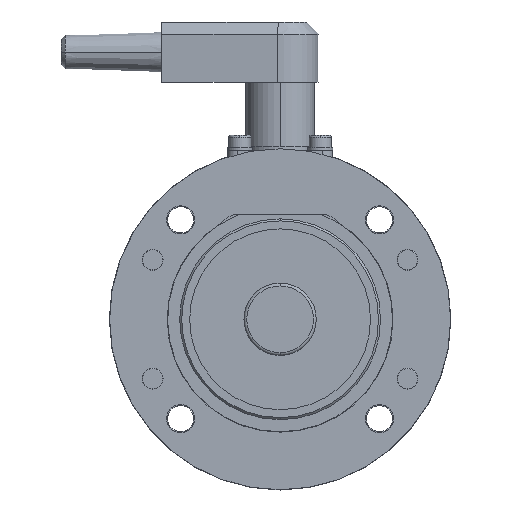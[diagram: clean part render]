
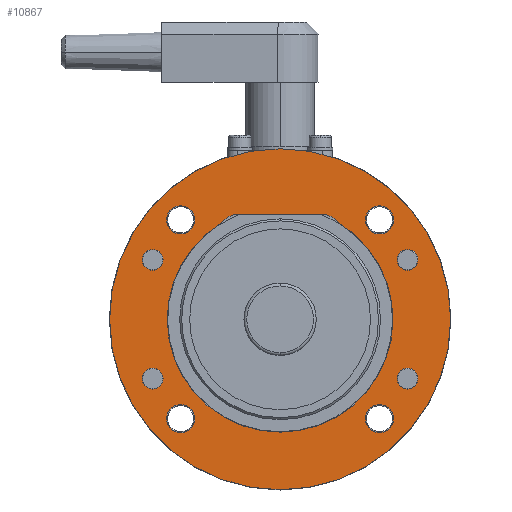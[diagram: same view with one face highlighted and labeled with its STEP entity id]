
A CAD part, left-side view. The second image highlights one B-rep face of the part: STEP entity #10867.
In plain terms, the highlighted face is planar.
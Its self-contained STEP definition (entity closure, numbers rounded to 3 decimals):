
#10121=CARTESIAN_POINT('',(0.0,6.975,47.45));
#10122=VERTEX_POINT('',#10121);
#10138=CARTESIAN_POINT('',(0.,6.975,-37.45));
#10139=VERTEX_POINT('',#10138);
#10146=CARTESIAN_POINT('',(0.0,6.975,5.0));
#10147=DIRECTION('',(0.0,-1.0,0.0));
#10148=DIRECTION('',(0.0,0.0,1.0));
#10149=AXIS2_PLACEMENT_3D('',#10146,#10147,#10148);
#10150=CIRCLE('',#10149,42.45);
#10151=EDGE_CURVE('',#10139,#10122,#10150,.T.);
#10163=CARTESIAN_POINT('',(24.749,6.975,26.249));
#10164=VERTEX_POINT('',#10163);
#10180=CARTESIAN_POINT('',(24.749,6.975,33.249));
#10181=VERTEX_POINT('',#10180);
#10188=CARTESIAN_POINT('',(24.749,6.975,29.749));
#10189=DIRECTION('',(0.0,-1.0,0.0));
#10190=DIRECTION('',(0.0,0.0,-1.0));
#10191=AXIS2_PLACEMENT_3D('',#10188,#10189,#10190);
#10192=CIRCLE('',#10191,3.5);
#10193=EDGE_CURVE('',#10164,#10181,#10192,.T.);
#10205=CARTESIAN_POINT('',(-21.249,6.975,29.749));
#10206=VERTEX_POINT('',#10205);
#10222=CARTESIAN_POINT('',(-28.249,6.975,29.749));
#10223=VERTEX_POINT('',#10222);
#10230=CARTESIAN_POINT('',(-24.749,6.975,29.749));
#10231=DIRECTION('',(0.0,-1.0,0.0));
#10232=DIRECTION('',(1.0,0.0,0.0));
#10233=AXIS2_PLACEMENT_3D('',#10230,#10231,#10232);
#10234=CIRCLE('',#10233,3.5);
#10235=EDGE_CURVE('',#10206,#10223,#10234,.T.);
#10247=CARTESIAN_POINT('',(-24.749,6.975,-16.249));
#10248=VERTEX_POINT('',#10247);
#10264=CARTESIAN_POINT('',(-24.749,6.975,-23.249));
#10265=VERTEX_POINT('',#10264);
#10272=CARTESIAN_POINT('',(-24.749,6.975,-19.749));
#10273=DIRECTION('',(0.0,-1.0,0.0));
#10274=DIRECTION('',(0.0,0.0,1.0));
#10275=AXIS2_PLACEMENT_3D('',#10272,#10273,#10274);
#10276=CIRCLE('',#10275,3.5);
#10277=EDGE_CURVE('',#10248,#10265,#10276,.T.);
#10289=CARTESIAN_POINT('',(21.249,6.975,-19.749));
#10290=VERTEX_POINT('',#10289);
#10306=CARTESIAN_POINT('',(28.249,6.975,-19.749));
#10307=VERTEX_POINT('',#10306);
#10314=CARTESIAN_POINT('',(24.749,6.975,-19.749));
#10315=DIRECTION('',(0.0,-1.0,0.0));
#10316=DIRECTION('',(-1.0,0.0,0.0));
#10317=AXIS2_PLACEMENT_3D('',#10314,#10315,#10316);
#10318=CIRCLE('',#10317,3.5);
#10319=EDGE_CURVE('',#10290,#10307,#10318,.T.);
#10331=CARTESIAN_POINT('',(-31.721,6.975,17.215));
#10332=VERTEX_POINT('',#10331);
#10348=CARTESIAN_POINT('',(-31.721,6.975,22.368));
#10349=VERTEX_POINT('',#10348);
#10356=CARTESIAN_POINT('',(-31.721,6.975,19.792));
#10357=DIRECTION('',(0.0,-1.0,0.0));
#10358=DIRECTION('',(0.0,0.0,-1.0));
#10359=AXIS2_PLACEMENT_3D('',#10356,#10357,#10358);
#10360=CIRCLE('',#10359,2.577);
#10361=EDGE_CURVE('',#10332,#10349,#10360,.T.);
#10373=CARTESIAN_POINT('',(31.719,6.975,17.215));
#10374=VERTEX_POINT('',#10373);
#10390=CARTESIAN_POINT('',(31.719,6.975,22.368));
#10391=VERTEX_POINT('',#10390);
#10398=CARTESIAN_POINT('',(31.719,6.975,19.792));
#10399=DIRECTION('',(0.0,-1.0,0.0));
#10400=DIRECTION('',(0.0,0.0,-1.0));
#10401=AXIS2_PLACEMENT_3D('',#10398,#10399,#10400);
#10402=CIRCLE('',#10401,2.577);
#10403=EDGE_CURVE('',#10374,#10391,#10402,.T.);
#10415=CARTESIAN_POINT('',(-31.721,6.975,-12.365));
#10416=VERTEX_POINT('',#10415);
#10432=CARTESIAN_POINT('',(-31.721,6.975,-7.212));
#10433=VERTEX_POINT('',#10432);
#10440=CARTESIAN_POINT('',(-31.721,6.975,-9.788));
#10441=DIRECTION('',(0.0,-1.0,0.0));
#10442=DIRECTION('',(0.0,0.0,-1.0));
#10443=AXIS2_PLACEMENT_3D('',#10440,#10441,#10442);
#10444=CIRCLE('',#10443,2.577);
#10445=EDGE_CURVE('',#10416,#10433,#10444,.T.);
#10457=CARTESIAN_POINT('',(31.719,6.975,-12.365));
#10458=VERTEX_POINT('',#10457);
#10474=CARTESIAN_POINT('',(31.719,6.975,-7.212));
#10475=VERTEX_POINT('',#10474);
#10482=CARTESIAN_POINT('',(31.719,6.975,-9.788));
#10483=DIRECTION('',(0.0,-1.0,0.0));
#10484=DIRECTION('',(0.0,0.0,-1.0));
#10485=AXIS2_PLACEMENT_3D('',#10482,#10483,#10484);
#10486=CIRCLE('',#10485,2.577);
#10487=EDGE_CURVE('',#10458,#10475,#10486,.T.);
#10498=CARTESIAN_POINT('',(31.719,6.975,-9.788));
#10499=DIRECTION('',(0.0,-1.0,0.0));
#10500=DIRECTION('',(0.0,0.0,-1.0));
#10501=AXIS2_PLACEMENT_3D('',#10498,#10499,#10500);
#10502=CIRCLE('',#10501,2.577);
#10503=EDGE_CURVE('',#10475,#10458,#10502,.T.);
#10522=CARTESIAN_POINT('',(-31.721,6.975,-9.788));
#10523=DIRECTION('',(0.0,-1.0,0.0));
#10524=DIRECTION('',(0.0,0.0,-1.0));
#10525=AXIS2_PLACEMENT_3D('',#10522,#10523,#10524);
#10526=CIRCLE('',#10525,2.577);
#10527=EDGE_CURVE('',#10433,#10416,#10526,.T.);
#10546=CARTESIAN_POINT('',(31.719,6.975,19.792));
#10547=DIRECTION('',(0.0,-1.0,0.0));
#10548=DIRECTION('',(0.0,0.0,-1.0));
#10549=AXIS2_PLACEMENT_3D('',#10546,#10547,#10548);
#10550=CIRCLE('',#10549,2.577);
#10551=EDGE_CURVE('',#10391,#10374,#10550,.T.);
#10570=CARTESIAN_POINT('',(-31.721,6.975,19.792));
#10571=DIRECTION('',(0.0,-1.0,0.0));
#10572=DIRECTION('',(0.0,0.0,-1.0));
#10573=AXIS2_PLACEMENT_3D('',#10570,#10571,#10572);
#10574=CIRCLE('',#10573,2.577);
#10575=EDGE_CURVE('',#10349,#10332,#10574,.T.);
#10593=CARTESIAN_POINT('',(10.5,6.975,31.1));
#10594=VERTEX_POINT('',#10593);
#10595=CARTESIAN_POINT('',(-10.5,6.975,31.1));
#10596=VERTEX_POINT('',#10595);
#10597=CARTESIAN_POINT('',(10.5,6.975,31.1));
#10598=DIRECTION('',(-1.0,0.0,0.0));
#10599=VECTOR('',#10598,21.0);
#10600=LINE('',#10597,#10599);
#10601=EDGE_CURVE('',#10594,#10596,#10600,.T.);
#10633=CARTESIAN_POINT('',(-14.54,6.975,29.046));
#10634=VERTEX_POINT('',#10633);
#10635=CARTESIAN_POINT('',(-10.5,6.975,26.1));
#10636=DIRECTION('',(0.0,-1.0,0.0));
#10637=DIRECTION('',(1.0,0.0,0.0));
#10638=AXIS2_PLACEMENT_3D('',#10635,#10636,#10637);
#10639=CIRCLE('',#10638,5.0);
#10640=EDGE_CURVE('',#10596,#10634,#10639,.T.);
#10666=CARTESIAN_POINT('',(14.54,6.975,29.046));
#10667=VERTEX_POINT('',#10666);
#10668=CARTESIAN_POINT('',(0.0,6.975,5.0));
#10669=DIRECTION('',(0.0,-1.0,0.0));
#10670=DIRECTION('',(1.0,0.0,0.0));
#10671=AXIS2_PLACEMENT_3D('',#10668,#10669,#10670);
#10672=CIRCLE('',#10671,28.1);
#10673=EDGE_CURVE('',#10634,#10667,#10672,.T.);
#10699=CARTESIAN_POINT('',(10.5,6.975,26.1));
#10700=DIRECTION('',(0.0,-1.0,0.0));
#10701=DIRECTION('',(1.0,0.0,0.0));
#10702=AXIS2_PLACEMENT_3D('',#10699,#10700,#10701);
#10703=CIRCLE('',#10702,5.0);
#10704=EDGE_CURVE('',#10667,#10594,#10703,.T.);
#10724=CARTESIAN_POINT('',(24.749,6.975,-19.749));
#10725=DIRECTION('',(0.0,-1.0,0.0));
#10726=DIRECTION('',(-1.0,0.0,0.0));
#10727=AXIS2_PLACEMENT_3D('',#10724,#10725,#10726);
#10728=CIRCLE('',#10727,3.5);
#10729=EDGE_CURVE('',#10307,#10290,#10728,.T.);
#10748=CARTESIAN_POINT('',(-24.749,6.975,-19.749));
#10749=DIRECTION('',(0.0,-1.0,0.0));
#10750=DIRECTION('',(0.0,0.0,1.0));
#10751=AXIS2_PLACEMENT_3D('',#10748,#10749,#10750);
#10752=CIRCLE('',#10751,3.5);
#10753=EDGE_CURVE('',#10265,#10248,#10752,.T.);
#10772=CARTESIAN_POINT('',(-24.749,6.975,29.749));
#10773=DIRECTION('',(0.0,-1.0,0.0));
#10774=DIRECTION('',(1.0,0.0,0.0));
#10775=AXIS2_PLACEMENT_3D('',#10772,#10773,#10774);
#10776=CIRCLE('',#10775,3.5);
#10777=EDGE_CURVE('',#10223,#10206,#10776,.T.);
#10796=CARTESIAN_POINT('',(24.749,6.975,29.749));
#10797=DIRECTION('',(0.0,-1.0,0.0));
#10798=DIRECTION('',(0.0,0.0,-1.0));
#10799=AXIS2_PLACEMENT_3D('',#10796,#10797,#10798);
#10800=CIRCLE('',#10799,3.5);
#10801=EDGE_CURVE('',#10181,#10164,#10800,.T.);
#10814=CARTESIAN_POINT('',(0.0,6.975,38.725));
#10815=DIRECTION('',(0.0,1.0,0.0));
#10816=DIRECTION('',(0.0,0.0,1.0));
#10817=AXIS2_PLACEMENT_3D('',#10814,#10815,#10816);
#10818=PLANE('',#10817);
#10819=CARTESIAN_POINT('',(0.0,6.975,5.0));
#10820=DIRECTION('',(0.0,-1.0,0.0));
#10821=DIRECTION('',(0.0,0.0,1.0));
#10822=AXIS2_PLACEMENT_3D('',#10819,#10820,#10821);
#10823=CIRCLE('',#10822,42.45);
#10824=EDGE_CURVE('',#10122,#10139,#10823,.T.);
#10825=ORIENTED_EDGE('',*,*,#10824,.F.);
#10826=ORIENTED_EDGE('',*,*,#10151,.F.);
#10827=EDGE_LOOP('',(#10825,#10826));
#10828=FACE_OUTER_BOUND('',#10827,.T.);
#10829=ORIENTED_EDGE('',*,*,#10503,.T.);
#10830=ORIENTED_EDGE('',*,*,#10487,.T.);
#10831=EDGE_LOOP('',(#10829,#10830));
#10832=FACE_BOUND('',#10831,.T.);
#10833=ORIENTED_EDGE('',*,*,#10527,.T.);
#10834=ORIENTED_EDGE('',*,*,#10445,.T.);
#10835=EDGE_LOOP('',(#10833,#10834));
#10836=FACE_BOUND('',#10835,.T.);
#10837=ORIENTED_EDGE('',*,*,#10551,.T.);
#10838=ORIENTED_EDGE('',*,*,#10403,.T.);
#10839=EDGE_LOOP('',(#10837,#10838));
#10840=FACE_BOUND('',#10839,.T.);
#10841=ORIENTED_EDGE('',*,*,#10575,.T.);
#10842=ORIENTED_EDGE('',*,*,#10361,.T.);
#10843=EDGE_LOOP('',(#10841,#10842));
#10844=FACE_BOUND('',#10843,.T.);
#10845=ORIENTED_EDGE('',*,*,#10673,.T.);
#10846=ORIENTED_EDGE('',*,*,#10704,.T.);
#10847=ORIENTED_EDGE('',*,*,#10601,.T.);
#10848=ORIENTED_EDGE('',*,*,#10640,.T.);
#10849=EDGE_LOOP('',(#10845,#10846,#10847,#10848));
#10850=FACE_BOUND('',#10849,.T.);
#10851=ORIENTED_EDGE('',*,*,#10729,.T.);
#10852=ORIENTED_EDGE('',*,*,#10319,.T.);
#10853=EDGE_LOOP('',(#10851,#10852));
#10854=FACE_BOUND('',#10853,.T.);
#10855=ORIENTED_EDGE('',*,*,#10753,.T.);
#10856=ORIENTED_EDGE('',*,*,#10277,.T.);
#10857=EDGE_LOOP('',(#10855,#10856));
#10858=FACE_BOUND('',#10857,.T.);
#10859=ORIENTED_EDGE('',*,*,#10777,.T.);
#10860=ORIENTED_EDGE('',*,*,#10235,.T.);
#10861=EDGE_LOOP('',(#10859,#10860));
#10862=FACE_BOUND('',#10861,.T.);
#10863=ORIENTED_EDGE('',*,*,#10801,.T.);
#10864=ORIENTED_EDGE('',*,*,#10193,.T.);
#10865=EDGE_LOOP('',(#10863,#10864));
#10866=FACE_BOUND('',#10865,.T.);
#10867=ADVANCED_FACE('',(#10828,#10832,#10836,#10840,#10844,#10850,#10854,#10858,#10862,#10866),#10818,.T.);
